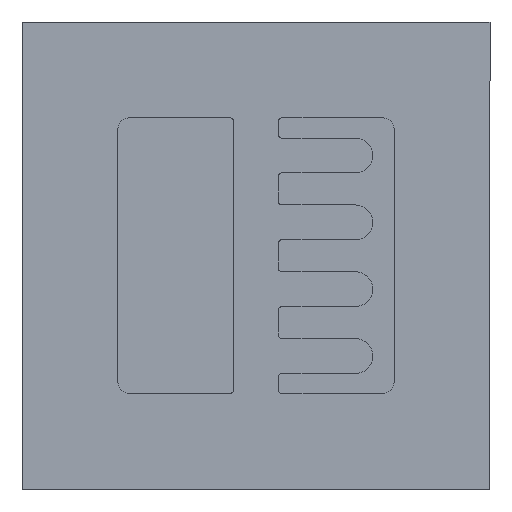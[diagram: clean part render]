
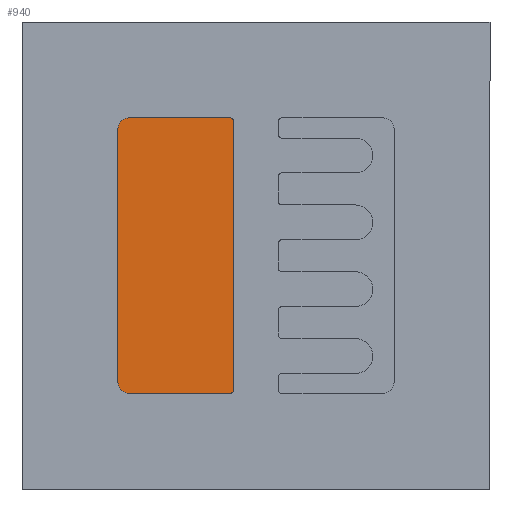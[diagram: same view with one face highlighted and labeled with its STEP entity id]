
A CAD part, front view. The second image highlights one B-rep face of the part: STEP entity #940.
In plain terms, the highlighted planar face has unit normal (0, -1, 0).
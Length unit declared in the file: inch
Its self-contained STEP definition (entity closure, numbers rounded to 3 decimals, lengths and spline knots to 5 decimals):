
#59 = VERTEX_POINT ( 'NONE', #405 ) ;
#60 = VECTOR ( 'NONE', #258, 39.37008 ) ;
#70 = DIRECTION ( 'NONE',  ( 1., 0., 0. ) ) ;
#76 = EDGE_CURVE ( 'NONE', #59, #1636, #2036, .T. ) ;
#99 = CARTESIAN_POINT ( 'NONE',  ( -0.00394, -0.00004, 0.02441 ) ) ;
#195 = EDGE_CURVE ( 'NONE', #1076, #2065, #780, .T. ) ;
#257 = DIRECTION ( 'NONE',  ( 0., 0., 1. ) ) ;
#258 = DIRECTION ( 'NONE',  ( -1., 0., 0. ) ) ;
#259 = EDGE_CURVE ( 'NONE', #833, #1210, #1179, .T. ) ;
#273 = DIRECTION ( 'NONE',  ( 0., 0., -1. ) ) ;
#338 = EDGE_CURVE ( 'NONE', #1111, #59, #882, .T. ) ;
#383 = AXIS2_PLACEMENT_3D ( 'NONE', #947, #1741, #273 ) ;
#396 = CARTESIAN_POINT ( 'NONE',  ( -0.02441, -0.00004, -0.02429 ) ) ;
#398 = CARTESIAN_POINT ( 'NONE',  ( -0.00461, -0.00004, -0.02362 ) ) ;
#405 = CARTESIAN_POINT ( 'NONE',  ( -0.02236, -0.00004, -0.02429 ) ) ;
#441 = VERTEX_POINT ( 'NONE', #1021 ) ;
#451 = DIRECTION ( 'NONE',  ( 0., -1., 0. ) ) ;
#553 = AXIS2_PLACEMENT_3D ( 'NONE', #2103, #451, #1581 ) ;
#560 = DIRECTION ( 'NONE',  ( 0., -1., 0. ) ) ;
#582 = AXIS2_PLACEMENT_3D ( 'NONE', #1124, #984, #1144 ) ;
#620 = PLANE ( 'NONE',  #383 ) ;
#628 = ORIENTED_EDGE ( 'NONE', *, *, #821, .T. ) ;
#639 = CARTESIAN_POINT ( 'NONE',  ( -0.02441, -0.00004, 0.02441 ) ) ;
#672 = ORIENTED_EDGE ( 'NONE', *, *, #195, .T. ) ;
#697 = CIRCLE ( 'NONE', #768, 0.00067 ) ;
#727 = VECTOR ( 'NONE', #70, 39.37008 ) ;
#736 = ORIENTED_EDGE ( 'NONE', *, *, #1422, .T. ) ;
#739 = VECTOR ( 'NONE', #1285, 39.37008 ) ;
#752 = EDGE_LOOP ( 'NONE', ( #1135, #1151, #1724, #628, #806, #672, #736, #1213 ) ) ;
#768 = AXIS2_PLACEMENT_3D ( 'NONE', #398, #1717, #1712 ) ;
#780 = CIRCLE ( 'NONE', #553, 0.00205 ) ;
#806 = ORIENTED_EDGE ( 'NONE', *, *, #1017, .T. ) ;
#821 = EDGE_CURVE ( 'NONE', #1210, #441, #1409, .T. ) ;
#833 = VERTEX_POINT ( 'NONE', #2037 ) ;
#874 = EDGE_CURVE ( 'NONE', #1636, #833, #697, .T. ) ;
#882 = CIRCLE ( 'NONE', #582, 0.00205 ) ;
#913 = DIRECTION ( 'NONE',  ( 0., 0., -1. ) ) ;
#940 = ADVANCED_FACE ( 'NONE', ( #1694 ), #620, .T. ) ;
#947 = CARTESIAN_POINT ( 'NONE',  ( -0.04134, -0.00004, 0.04134 ) ) ;
#984 = DIRECTION ( 'NONE',  ( 0., -1., 0. ) ) ;
#1017 = EDGE_CURVE ( 'NONE', #441, #1076, #1150, .T. ) ;
#1021 = CARTESIAN_POINT ( 'NONE',  ( -0.00461, -0.00004, 0.02441 ) ) ;
#1076 = VERTEX_POINT ( 'NONE', #1484 ) ;
#1111 = VERTEX_POINT ( 'NONE', #1653 ) ;
#1124 = CARTESIAN_POINT ( 'NONE',  ( -0.02236, -0.00004, -0.02224 ) ) ;
#1135 = ORIENTED_EDGE ( 'NONE', *, *, #76, .T. ) ;
#1144 = DIRECTION ( 'NONE',  ( 0., 0., -1. ) ) ;
#1150 = LINE ( 'NONE', #1764, #60 ) ;
#1151 = ORIENTED_EDGE ( 'NONE', *, *, #874, .T. ) ;
#1170 = AXIS2_PLACEMENT_3D ( 'NONE', #1726, #560, #913 ) ;
#1179 = LINE ( 'NONE', #99, #1960 ) ;
#1210 = VERTEX_POINT ( 'NONE', #1223 ) ;
#1213 = ORIENTED_EDGE ( 'NONE', *, *, #338, .T. ) ;
#1223 = CARTESIAN_POINT ( 'NONE',  ( -0.00394, -0.00004, 0.02374 ) ) ;
#1285 = DIRECTION ( 'NONE',  ( 0., 0., -1. ) ) ;
#1409 = CIRCLE ( 'NONE', #1170, 0.00067 ) ;
#1422 = EDGE_CURVE ( 'NONE', #2065, #1111, #1482, .T. ) ;
#1482 = LINE ( 'NONE', #639, #739 ) ;
#1484 = CARTESIAN_POINT ( 'NONE',  ( -0.02236, -0.00004, 0.02441 ) ) ;
#1581 = DIRECTION ( 'NONE',  ( 0., 0., -1. ) ) ;
#1636 = VERTEX_POINT ( 'NONE', #1664 ) ;
#1653 = CARTESIAN_POINT ( 'NONE',  ( -0.02441, -0.00004, -0.02224 ) ) ;
#1664 = CARTESIAN_POINT ( 'NONE',  ( -0.00461, -0.00004, -0.02429 ) ) ;
#1694 = FACE_OUTER_BOUND ( 'NONE', #752, .T. ) ;
#1712 = DIRECTION ( 'NONE',  ( 0., 0., -1. ) ) ;
#1717 = DIRECTION ( 'NONE',  ( 0., -1., 0. ) ) ;
#1724 = ORIENTED_EDGE ( 'NONE', *, *, #259, .T. ) ;
#1726 = CARTESIAN_POINT ( 'NONE',  ( -0.00461, -0.00004, 0.02374 ) ) ;
#1741 = DIRECTION ( 'NONE',  ( 0., -1., 0. ) ) ;
#1742 = CARTESIAN_POINT ( 'NONE',  ( -0.02441, -0.00004, 0.02236 ) ) ;
#1764 = CARTESIAN_POINT ( 'NONE',  ( -0.02441, -0.00004, 0.02441 ) ) ;
#1960 = VECTOR ( 'NONE', #257, 39.37008 ) ;
#2036 = LINE ( 'NONE', #396, #727 ) ;
#2037 = CARTESIAN_POINT ( 'NONE',  ( -0.00394, -0.00004, -0.02362 ) ) ;
#2065 = VERTEX_POINT ( 'NONE', #1742 ) ;
#2103 = CARTESIAN_POINT ( 'NONE',  ( -0.02236, -0.00004, 0.02236 ) ) ;
